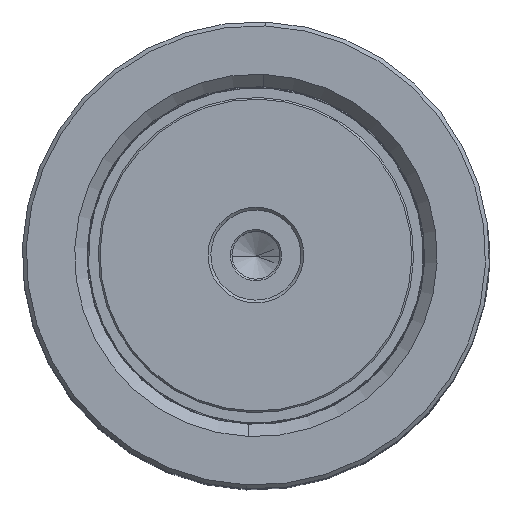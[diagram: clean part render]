
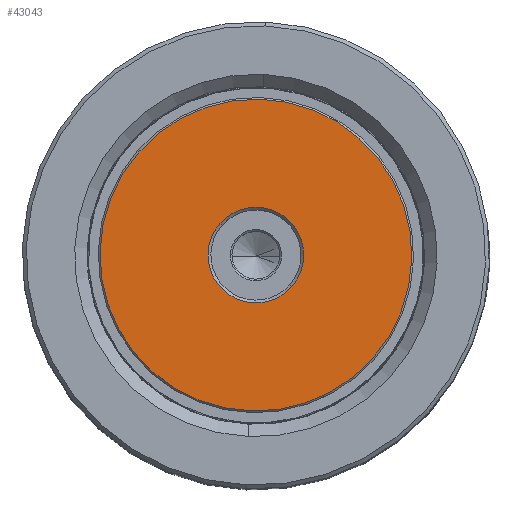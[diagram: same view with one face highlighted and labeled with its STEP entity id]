
A CAD part, top view. The second image highlights one B-rep face of the part: STEP entity #43043.
In plain terms, the highlighted face is planar.
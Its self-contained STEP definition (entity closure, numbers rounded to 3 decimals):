
#506 = CARTESIAN_POINT ( 'NONE',  ( 8.5, 0., 0. ) ) ;
#642 = VERTEX_POINT ( 'NONE', #6300 ) ;
#2386 = DIRECTION ( 'NONE',  ( 0., 0., -1. ) ) ;
#4926 = CARTESIAN_POINT ( 'NONE',  ( 0., 0., 0. ) ) ;
#5822 = AXIS2_PLACEMENT_3D ( 'NONE', #28402, #47875, #43887 ) ;
#6300 = CARTESIAN_POINT ( 'NONE',  ( 27.7, 0., 0. ) ) ;
#6934 = EDGE_LOOP ( 'NONE', ( #28057, #13114 ) ) ;
#9087 = PLANE ( 'NONE',  #31767 ) ;
#9646 = DIRECTION ( 'NONE',  ( 1., 0., 0. ) ) ;
#10031 = FACE_BOUND ( 'NONE', #6934, .T. ) ;
#10555 = CIRCLE ( 'NONE', #5822, 8.5 ) ;
#12741 = DIRECTION ( 'NONE',  ( 0., 0., 1. ) ) ;
#13110 = AXIS2_PLACEMENT_3D ( 'NONE', #21403, #41389, #9646 ) ;
#13114 = ORIENTED_EDGE ( 'NONE', *, *, #48592, .T. ) ;
#13246 = CIRCLE ( 'NONE', #27115, 27.7 ) ;
#14111 = CARTESIAN_POINT ( 'NONE',  ( 0., 0., 0. ) ) ;
#14575 = ORIENTED_EDGE ( 'NONE', *, *, #38795, .T. ) ;
#16855 = DIRECTION ( 'NONE',  ( 1., 0., 0. ) ) ;
#17072 = CARTESIAN_POINT ( 'NONE',  ( -8.5, 0., 0. ) ) ;
#18604 = EDGE_LOOP ( 'NONE', ( #33536, #14575 ) ) ;
#21403 = CARTESIAN_POINT ( 'NONE',  ( 0., 0., 0. ) ) ;
#22266 = CARTESIAN_POINT ( 'NONE',  ( 0., 0., 0. ) ) ;
#26585 = DIRECTION ( 'NONE',  ( 1., 0., 0. ) ) ;
#27115 = AXIS2_PLACEMENT_3D ( 'NONE', #14111, #33586, #41170 ) ;
#28057 = ORIENTED_EDGE ( 'NONE', *, *, #31885, .T. ) ;
#28402 = CARTESIAN_POINT ( 'NONE',  ( 0., 0., 0. ) ) ;
#31767 = AXIS2_PLACEMENT_3D ( 'NONE', #4926, #12741, #16855 ) ;
#31885 = EDGE_CURVE ( 'NONE', #36770, #33894, #41188, .T. ) ;
#33021 = CARTESIAN_POINT ( 'NONE',  ( -27.7, 0., 0. ) ) ;
#33536 = ORIENTED_EDGE ( 'NONE', *, *, #41225, .T. ) ;
#33586 = DIRECTION ( 'NONE',  ( 0., 0., -1. ) ) ;
#33894 = VERTEX_POINT ( 'NONE', #506 ) ;
#36770 = VERTEX_POINT ( 'NONE', #17072 ) ;
#37239 = CIRCLE ( 'NONE', #48889, 27.7 ) ;
#38795 = EDGE_CURVE ( 'NONE', #50502, #642, #13246, .T. ) ;
#41170 = DIRECTION ( 'NONE',  ( 1., 0., 0. ) ) ;
#41188 = CIRCLE ( 'NONE', #13110, 8.5 ) ;
#41225 = EDGE_CURVE ( 'NONE', #642, #50502, #37239, .T. ) ;
#41389 = DIRECTION ( 'NONE',  ( 0., 0., 1. ) ) ;
#43043 = ADVANCED_FACE ( 'NONE', ( #48253, #10031 ), #9087, .F. ) ;
#43887 = DIRECTION ( 'NONE',  ( 1., 0., 0. ) ) ;
#47875 = DIRECTION ( 'NONE',  ( 0., 0., 1. ) ) ;
#48253 = FACE_OUTER_BOUND ( 'NONE', #18604, .T. ) ;
#48592 = EDGE_CURVE ( 'NONE', #33894, #36770, #10555, .T. ) ;
#48889 = AXIS2_PLACEMENT_3D ( 'NONE', #22266, #2386, #26585 ) ;
#50502 = VERTEX_POINT ( 'NONE', #33021 ) ;
